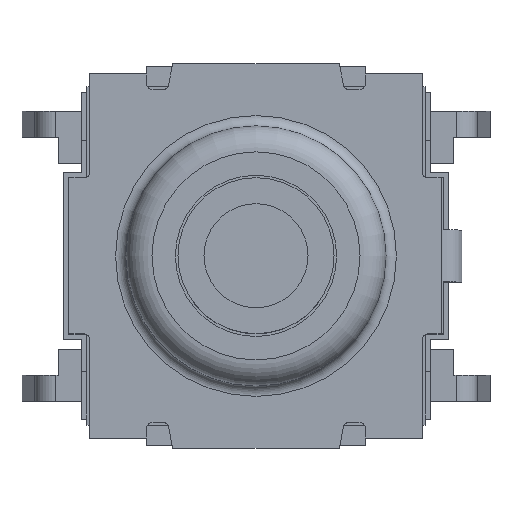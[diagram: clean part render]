
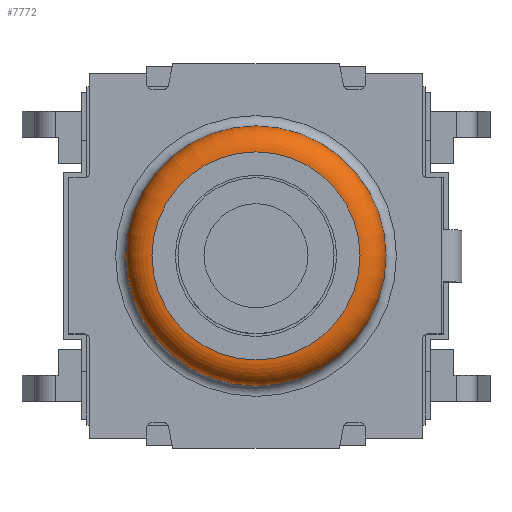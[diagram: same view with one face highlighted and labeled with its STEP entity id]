
A CAD part, top view. The second image highlights one B-rep face of the part: STEP entity #7772.
In plain terms, the highlighted toroidal (fillet/blend) face has major radius 2 mm and minor radius 0.5 mm.
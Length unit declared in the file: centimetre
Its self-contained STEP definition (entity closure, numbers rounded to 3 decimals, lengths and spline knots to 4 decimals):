
#15=TOROIDAL_SURFACE('',#8359,0.2,0.05);
#315=FACE_OUTER_BOUND('',#739,.T.);
#739=EDGE_LOOP('',(#5899,#5900,#5901,#5902));
#1132=CIRCLE('',#8360,0.25);
#1133=CIRCLE('',#8361,0.05);
#1134=CIRCLE('',#8362,0.2);
#3458=VERTEX_POINT('',#11961);
#3459=VERTEX_POINT('',#11963);
#4383=EDGE_CURVE('',#3458,#3458,#1132,.T.);
#4384=EDGE_CURVE('',#3458,#3459,#1133,.T.);
#4385=EDGE_CURVE('',#3459,#3459,#1134,.T.);
#5899=ORIENTED_EDGE('',*,*,#4383,.T.);
#5900=ORIENTED_EDGE('',*,*,#4384,.T.);
#5901=ORIENTED_EDGE('',*,*,#4385,.T.);
#5902=ORIENTED_EDGE('',*,*,#4384,.F.);
#7772=ADVANCED_FACE('',(#315),#15,.T.);
#8359=AXIS2_PLACEMENT_3D('',#11960,#9730,#9731);
#8360=AXIS2_PLACEMENT_3D('',#11962,#9732,#9733);
#8361=AXIS2_PLACEMENT_3D('',#11964,#9734,#9735);
#8362=AXIS2_PLACEMENT_3D('',#11965,#9736,#9737);
#9730=DIRECTION('center_axis',(0.,0.,
-1.));
#9731=DIRECTION('ref_axis',(1.,0.,0.));
#9732=DIRECTION('center_axis',(0.,0.,
1.));
#9733=DIRECTION('ref_axis',(1.,0.,0.));
#9734=DIRECTION('center_axis',(0.,1.,0.));
#9735=DIRECTION('ref_axis',(-1.,0.,0.));
#9736=DIRECTION('center_axis',(0.,0.,
-1.));
#9737=DIRECTION('ref_axis',(1.,0.,0.));
#11960=CARTESIAN_POINT('Origin',(0.,0.,
0.295));
#11961=CARTESIAN_POINT('',(-0.25,0.,0.295));
#11962=CARTESIAN_POINT('Origin',(0.,0.,
0.295));
#11963=CARTESIAN_POINT('',(-0.2,0.,0.345));
#11964=CARTESIAN_POINT('Origin',(-0.2,0.,0.295));
#11965=CARTESIAN_POINT('Origin',(0.,0.,
0.345));
